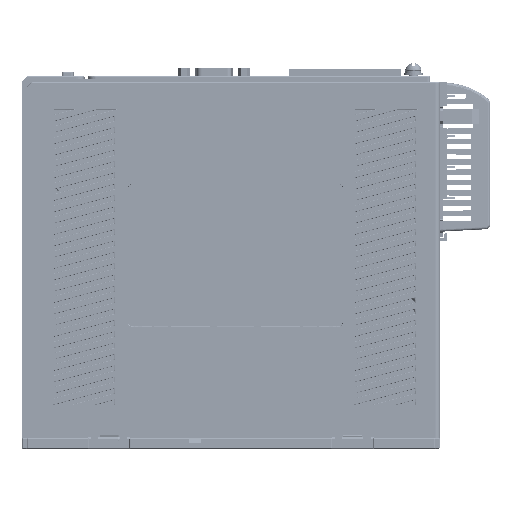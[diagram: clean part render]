
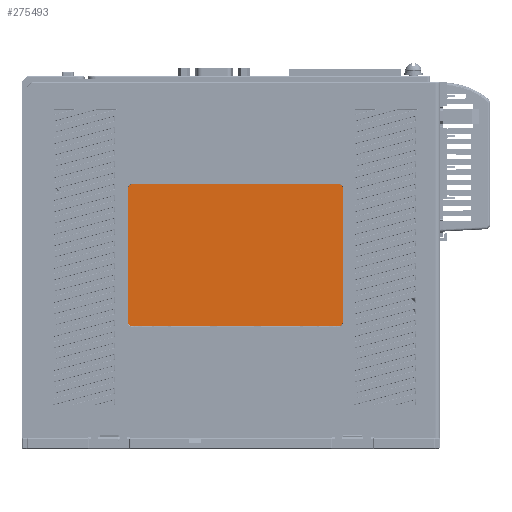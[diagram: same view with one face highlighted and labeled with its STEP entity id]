
A CAD part, left-side view. The second image highlights one B-rep face of the part: STEP entity #275493.
In plain terms, the highlighted face is planar.
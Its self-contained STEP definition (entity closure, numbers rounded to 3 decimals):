
#234859=DIRECTION('',(0.,1.,0.));
#234860=VECTOR('',#234859,55.6);
#234861=CARTESIAN_POINT('',(-43.1,-108.9,
-19.5));
#234862=LINE('',#234861,#234860);
#234863=CARTESIAN_POINT('',(-43.1,-53.3,
-19.5));
#234868=CARTESIAN_POINT('',(-43.1,-108.9,
-19.5));
#234877=DIRECTION('',(-1.,0.,0.));
#234878=VECTOR('',#234877,86.);
#234879=CARTESIAN_POINT('',(44.9,-110.9,
-19.5));
#234880=LINE('',#234879,#234878);
#234881=CARTESIAN_POINT('',(-41.1,-110.9,
-19.5));
#234886=CARTESIAN_POINT('',(44.9,-110.9,
-19.5));
#234895=DIRECTION('',(0.,-1.,0.));
#234896=VECTOR('',#234895,55.6);
#234897=CARTESIAN_POINT('',(46.9,-53.3,
-19.5));
#234898=LINE('',#234897,#234896);
#234899=CARTESIAN_POINT('',(46.9,-108.9,
-19.5));
#234904=CARTESIAN_POINT('',(46.9,-53.3,
-19.5));
#234913=DIRECTION('',(1.,0.,0.));
#234914=VECTOR('',#234913,86.);
#234915=CARTESIAN_POINT('',(-41.1,-51.3,
-19.5));
#234916=LINE('',#234915,#234914);
#234917=CARTESIAN_POINT('',(44.9,-51.3,
-19.5));
#234922=CARTESIAN_POINT('',(-41.1,-53.3,
-19.5));
#234923=DIRECTION('',(0.,0.,1.));
#234924=DIRECTION('',(0.,1.,0.));
#234925=AXIS2_PLACEMENT_3D('',#234922,#234923,#234924);
#234927=CARTESIAN_POINT('',(-41.1,-108.9,
-19.5));
#234928=DIRECTION('',(0.,0.,1.));
#234929=DIRECTION('',(-1.,0.,0.));
#234930=AXIS2_PLACEMENT_3D('',#234927,#234928,#234929);
#234932=CARTESIAN_POINT('',(44.9,-108.9,
-19.5));
#234933=DIRECTION('',(0.,0.,1.));
#234934=DIRECTION('',(0.,-1.,
0.));
#234935=AXIS2_PLACEMENT_3D('',#234932,#234933,#234934);
#234937=CARTESIAN_POINT('',(44.9,-53.3,
-19.5));
#234938=DIRECTION('',(0.,0.,1.));
#234939=DIRECTION('',(1.,0.,0.));
#234940=AXIS2_PLACEMENT_3D('',#234937,#234938,#234939);
#241861=VERTEX_POINT('',#234863);
#241862=CARTESIAN_POINT('',(-41.1,-51.3,
-19.5));
#241863=VERTEX_POINT('',#241862);
#241864=VERTEX_POINT('',#234868);
#241865=VERTEX_POINT('',#234881);
#241866=VERTEX_POINT('',#234886);
#241867=VERTEX_POINT('',#234899);
#241868=VERTEX_POINT('',#234904);
#241869=VERTEX_POINT('',#234917);
#275478=CARTESIAN_POINT('',(0.,-156.,-19.5));
#275479=DIRECTION('',(0.,0.,-1.));
#275480=DIRECTION('',(-1.,0.,0.));
#275481=AXIS2_PLACEMENT_3D('',#275478,#275479,#275480);
#275482=PLANE('',#275481);
#275483=ORIENTED_EDGE('',*,*,#275336,.T.);
#275484=ORIENTED_EDGE('',*,*,#275356,.F.);
#275485=ORIENTED_EDGE('',*,*,#275376,.T.);
#275486=ORIENTED_EDGE('',*,*,#275395,.F.);
#275487=ORIENTED_EDGE('',*,*,#275415,.T.);
#275488=ORIENTED_EDGE('',*,*,#275434,.F.);
#275489=ORIENTED_EDGE('',*,*,#275454,.T.);
#275490=ORIENTED_EDGE('',*,*,#275472,.F.);
#275491=EDGE_LOOP('',(#275483,#275484,#275485,#275486,#275487,#275488,#275489,
#275490));
#275492=FACE_OUTER_BOUND('',#275491,.F.);
#234926=CIRCLE('',#234925,2.);
#234931=CIRCLE('',#234930,2.);
#234936=CIRCLE('',#234935,2.);
#234941=CIRCLE('',#234940,2.);
#275336=EDGE_CURVE('',#241863,#241861,#234926,.T.);
#275356=EDGE_CURVE('',#241864,#241861,#234862,.T.);
#275376=EDGE_CURVE('',#241864,#241865,#234931,.T.);
#275395=EDGE_CURVE('',#241866,#241865,#234880,.T.);
#275415=EDGE_CURVE('',#241866,#241867,#234936,.T.);
#275434=EDGE_CURVE('',#241868,#241867,#234898,.T.);
#275454=EDGE_CURVE('',#241868,#241869,#234941,.T.);
#275472=EDGE_CURVE('',#241863,#241869,#234916,.T.);
#275493=ADVANCED_FACE('',(#275492),#275482,.T.);
